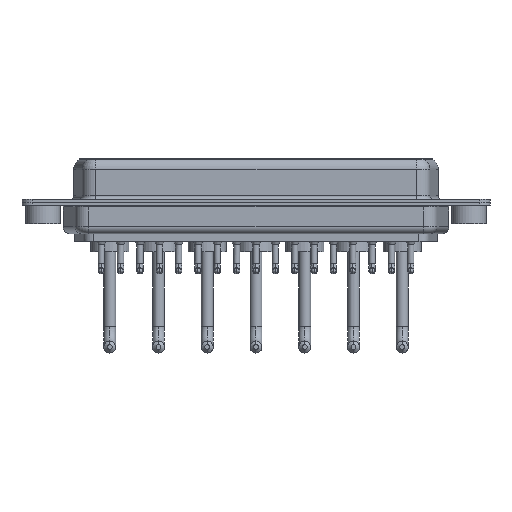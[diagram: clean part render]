
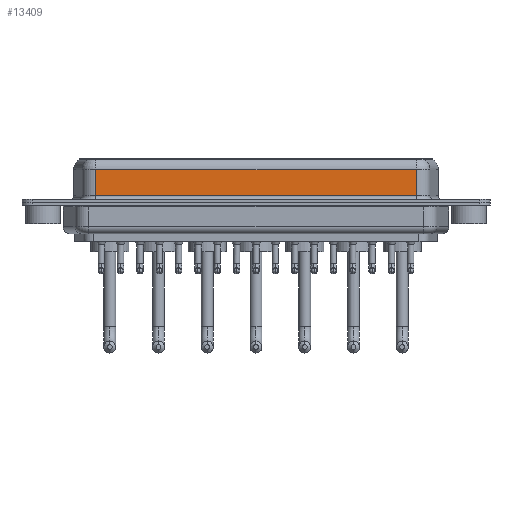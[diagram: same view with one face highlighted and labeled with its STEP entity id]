
A CAD part, front view. The second image highlights one B-rep face of the part: STEP entity #13409.
In plain terms, the highlighted planar face has unit normal (0, -1, 0).
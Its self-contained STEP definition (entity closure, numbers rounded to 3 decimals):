
#1011 = VERTEX_POINT ( 'NONE', #6423 ) ;
#1221 = LINE ( 'NONE', #3273, #4559 ) ;
#1397 = CARTESIAN_POINT ( 'NONE',  ( 53.41, -5.375, 0.9 ) ) ;
#1860 = EDGE_CURVE ( 'NONE', #16471, #19097, #1221, .T. ) ;
#2264 = DIRECTION ( 'NONE',  ( 0., 0., 1. ) ) ;
#3273 = CARTESIAN_POINT ( 'NONE',  ( 7.59, -5.375, 6.4 ) ) ;
#4508 = ORIENTED_EDGE ( 'NONE', *, *, #21052, .T. ) ;
#4559 = VECTOR ( 'NONE', #20830, 1000. ) ;
#6189 = AXIS2_PLACEMENT_3D ( 'NONE', #12113, #10501, #2264 ) ;
#6423 = CARTESIAN_POINT ( 'NONE',  ( 53.41, -5.375, 4.65 ) ) ;
#6612 = DIRECTION ( 'NONE',  ( 0., 0., -1. ) ) ;
#7120 = EDGE_CURVE ( 'NONE', #1011, #16471, #19946, .T. ) ;
#9959 = VECTOR ( 'NONE', #6612, 1000. ) ;
#10501 = DIRECTION ( 'NONE',  ( 0., 1., 0. ) ) ;
#11055 = EDGE_LOOP ( 'NONE', ( #14239, #16185, #12311, #4508 ) ) ;
#11150 = LINE ( 'NONE', #1397, #15872 ) ;
#11951 = VECTOR ( 'NONE', #13623, 1000. ) ;
#12113 = CARTESIAN_POINT ( 'NONE',  ( 53.41, -5.375, 6.4 ) ) ;
#12311 = ORIENTED_EDGE ( 'NONE', *, *, #1860, .T. ) ;
#12701 = VERTEX_POINT ( 'NONE', #18698 ) ;
#13409 = ADVANCED_FACE ( 'NONE', ( #13507 ), #18646, .F. ) ;
#13507 = FACE_OUTER_BOUND ( 'NONE', #11055, .T. ) ;
#13623 = DIRECTION ( 'NONE',  ( -1., 0., 0. ) ) ;
#14210 = EDGE_CURVE ( 'NONE', #1011, #12701, #16032, .T. ) ;
#14239 = ORIENTED_EDGE ( 'NONE', *, *, #14210, .F. ) ;
#14636 = CARTESIAN_POINT ( 'NONE',  ( 53.41, -5.375, 6.4 ) ) ;
#14862 = DIRECTION ( 'NONE',  ( 1., 0., 0. ) ) ;
#15872 = VECTOR ( 'NONE', #14862, 1000. ) ;
#16032 = LINE ( 'NONE', #14636, #9959 ) ;
#16185 = ORIENTED_EDGE ( 'NONE', *, *, #7120, .T. ) ;
#16471 = VERTEX_POINT ( 'NONE', #18202 ) ;
#18202 = CARTESIAN_POINT ( 'NONE',  ( 7.59, -5.375, 4.65 ) ) ;
#18646 = PLANE ( 'NONE',  #6189 ) ;
#18698 = CARTESIAN_POINT ( 'NONE',  ( 53.41, -5.375, 0.9 ) ) ;
#19097 = VERTEX_POINT ( 'NONE', #20388 ) ;
#19946 = LINE ( 'NONE', #20254, #11951 ) ;
#20254 = CARTESIAN_POINT ( 'NONE',  ( 53.41, -5.375, 4.65 ) ) ;
#20388 = CARTESIAN_POINT ( 'NONE',  ( 7.59, -5.375, 0.9 ) ) ;
#20830 = DIRECTION ( 'NONE',  ( 0., 0., -1. ) ) ;
#21052 = EDGE_CURVE ( 'NONE', #19097, #12701, #11150, .T. ) ;
